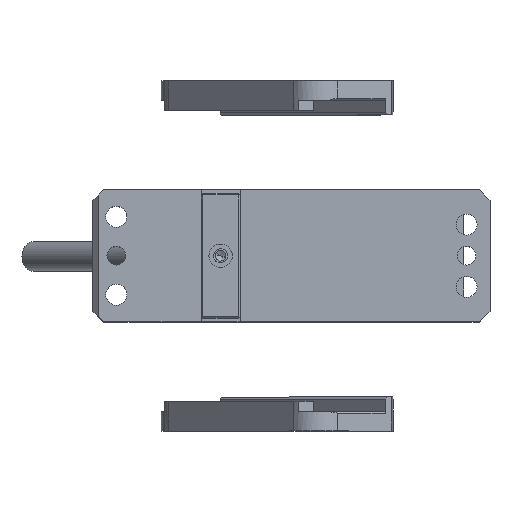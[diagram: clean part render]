
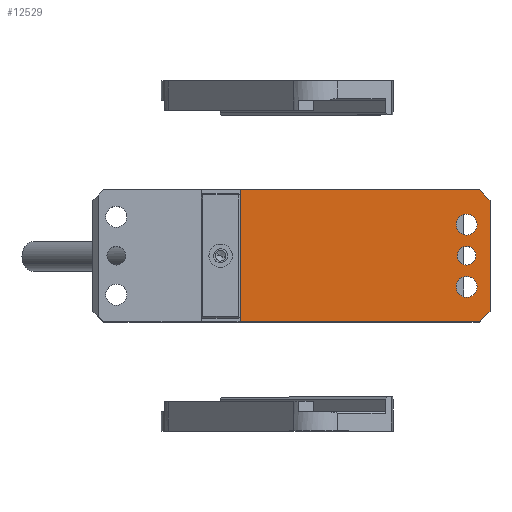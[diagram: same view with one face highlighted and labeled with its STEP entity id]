
A CAD part, top view. The second image highlights one B-rep face of the part: STEP entity #12529.
In plain terms, the highlighted planar face has unit normal (0, 0, 1).
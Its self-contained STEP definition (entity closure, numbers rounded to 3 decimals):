
#10737=CARTESIAN_POINT('Vertex',(-2.,-42.5,120.)) ;
#10740=CARTESIAN_POINT('Line Origine',(-78.75,-42.5,120.)) ;
#10744=CARTESIAN_POINT('Vertex',(-155.5,-42.5,120.)) ;
#10927=CARTESIAN_POINT('Vertex',(-155.5,42.5,120.)) ;
#10930=CARTESIAN_POINT('Line Origine',(-78.75,42.5,120.)) ;
#10934=CARTESIAN_POINT('Vertex',(-2.,42.5,120.)) ;
#12428=CARTESIAN_POINT('Vertex',(5.,-35.5,120.)) ;
#12431=CARTESIAN_POINT('Line Origine',(1.5,-39.,120.)) ;
#12445=CARTESIAN_POINT('Axis2P3D Location',(5.,0.,120.)) ;
#12450=CARTESIAN_POINT('Line Origine',(1.5,39.,120.)) ;
#12454=CARTESIAN_POINT('Vertex',(5.,35.5,120.)) ;
#12457=CARTESIAN_POINT('Line Origine',(-155.5,0.,120.)) ;
#12462=CARTESIAN_POINT('Line Origine',(5.,0.,120.)) ;
#12475=CARTESIAN_POINT('Axis2P3D Location',(-10.,-20.,120.)) ;
#12479=CARTESIAN_POINT('Vertex',(-10.,-13.25,120.)) ;
#12481=CARTESIAN_POINT('Vertex',(-10.,-26.75,120.)) ;
#12484=CARTESIAN_POINT('Axis2P3D Location',(-10.,-20.,120.)) ;
#12493=CARTESIAN_POINT('Axis2P3D Location',(-10.,20.,120.)) ;
#12497=CARTESIAN_POINT('Vertex',(-10.,26.75,120.)) ;
#12499=CARTESIAN_POINT('Vertex',(-10.,13.25,120.)) ;
#12502=CARTESIAN_POINT('Axis2P3D Location',(-10.,20.,120.)) ;
#12511=CARTESIAN_POINT('Axis2P3D Location',(-10.,0.,120.)) ;
#12515=CARTESIAN_POINT('Vertex',(-10.,6.,120.)) ;
#12517=CARTESIAN_POINT('Vertex',(-10.,-6.,120.)) ;
#12520=CARTESIAN_POINT('Axis2P3D Location',(-10.,0.,120.)) ;
#10741=DIRECTION('Vector Direction',(-1.,0.,0.)) ;
#10931=DIRECTION('Vector Direction',(-1.,0.,0.)) ;
#12432=DIRECTION('Vector Direction',(-0.707,-0.707,0.)) ;
#12446=DIRECTION('Axis2P3D Direction',(0.,0.,-1.)) ;
#12447=DIRECTION('Axis2P3D XDirection',(-1.,0.,0.)) ;
#12451=DIRECTION('Vector Direction',(-0.707,0.707,0.)) ;
#12458=DIRECTION('Vector Direction',(0.,-1.,0.)) ;
#12463=DIRECTION('Vector Direction',(0.,1.,0.)) ;
#12476=DIRECTION('Axis2P3D Direction',(0.,0.,-1.)) ;
#12485=DIRECTION('Axis2P3D Direction',(0.,0.,-1.)) ;
#12494=DIRECTION('Axis2P3D Direction',(0.,0.,-1.)) ;
#12503=DIRECTION('Axis2P3D Direction',(0.,0.,-1.)) ;
#12512=DIRECTION('Axis2P3D Direction',(0.,0.,-1.)) ;
#12521=DIRECTION('Axis2P3D Direction',(0.,0.,-1.)) ;
#12448=AXIS2_PLACEMENT_3D('Plane Axis2P3D',#12445,#12446,#12447) ;
#12477=AXIS2_PLACEMENT_3D('Circle Axis2P3D',#12475,#12476,$) ;
#12486=AXIS2_PLACEMENT_3D('Circle Axis2P3D',#12484,#12485,$) ;
#12495=AXIS2_PLACEMENT_3D('Circle Axis2P3D',#12493,#12494,$) ;
#12504=AXIS2_PLACEMENT_3D('Circle Axis2P3D',#12502,#12503,$) ;
#12513=AXIS2_PLACEMENT_3D('Circle Axis2P3D',#12511,#12512,$) ;
#12522=AXIS2_PLACEMENT_3D('Circle Axis2P3D',#12520,#12521,$) ;
#12468=ORIENTED_EDGE('',*,*,#12456,.T.) ;
#12469=ORIENTED_EDGE('',*,*,#10936,.T.) ;
#12470=ORIENTED_EDGE('',*,*,#12461,.T.) ;
#12471=ORIENTED_EDGE('',*,*,#10746,.F.) ;
#12472=ORIENTED_EDGE('',*,*,#12435,.F.) ;
#12473=ORIENTED_EDGE('',*,*,#12466,.T.) ;
#12490=ORIENTED_EDGE('',*,*,#12483,.T.) ;
#12491=ORIENTED_EDGE('',*,*,#12488,.T.) ;
#12508=ORIENTED_EDGE('',*,*,#12501,.T.) ;
#12509=ORIENTED_EDGE('',*,*,#12506,.T.) ;
#12526=ORIENTED_EDGE('',*,*,#12519,.T.) ;
#12527=ORIENTED_EDGE('',*,*,#12524,.T.) ;
#12492=FACE_BOUND('',#12489,.T.) ;
#12510=FACE_BOUND('',#12507,.T.) ;
#12528=FACE_BOUND('',#12525,.T.) ;
#10742=VECTOR('Line Direction',#10741,1.) ;
#10932=VECTOR('Line Direction',#10931,1.) ;
#12433=VECTOR('Line Direction',#12432,1.) ;
#12452=VECTOR('Line Direction',#12451,1.) ;
#12459=VECTOR('Line Direction',#12458,1.) ;
#12464=VECTOR('Line Direction',#12463,1.) ;
#12529=ADVANCED_FACE('SCHIEBERBETT',(#12474,#12492,#12510,#12528),#12449,.F.) ;
#12478=CIRCLE('generated circle',#12477,6.75) ;
#12487=CIRCLE('generated circle',#12486,6.75) ;
#12496=CIRCLE('generated circle',#12495,6.75) ;
#12505=CIRCLE('generated circle',#12504,6.75) ;
#12514=CIRCLE('generated circle',#12513,6.) ;
#12523=CIRCLE('generated circle',#12522,6.) ;
#10746=EDGE_CURVE('',#10738,#10745,#10743,.T.) ;
#10936=EDGE_CURVE('',#10935,#10928,#10933,.T.) ;
#12435=EDGE_CURVE('',#12429,#10738,#12434,.T.) ;
#12456=EDGE_CURVE('',#12455,#10935,#12453,.T.) ;
#12461=EDGE_CURVE('',#10928,#10745,#12460,.T.) ;
#12466=EDGE_CURVE('',#12429,#12455,#12465,.T.) ;
#12483=EDGE_CURVE('',#12480,#12482,#12478,.T.) ;
#12488=EDGE_CURVE('',#12482,#12480,#12487,.T.) ;
#12501=EDGE_CURVE('',#12498,#12500,#12496,.T.) ;
#12506=EDGE_CURVE('',#12500,#12498,#12505,.T.) ;
#12519=EDGE_CURVE('',#12516,#12518,#12514,.T.) ;
#12524=EDGE_CURVE('',#12518,#12516,#12523,.T.) ;
#12467=EDGE_LOOP('',(#12468,#12469,#12470,#12471,#12472,#12473)) ;
#12489=EDGE_LOOP('',(#12490,#12491)) ;
#12507=EDGE_LOOP('',(#12508,#12509)) ;
#12525=EDGE_LOOP('',(#12526,#12527)) ;
#12474=FACE_OUTER_BOUND('',#12467,.T.) ;
#10743=LINE('Line',#10740,#10742) ;
#10933=LINE('Line',#10930,#10932) ;
#12434=LINE('Line',#12431,#12433) ;
#12453=LINE('Line',#12450,#12452) ;
#12460=LINE('Line',#12457,#12459) ;
#12465=LINE('Line',#12462,#12464) ;
#12449=PLANE('',#12448) ;
#10738=VERTEX_POINT('',#10737) ;
#10745=VERTEX_POINT('',#10744) ;
#10928=VERTEX_POINT('',#10927) ;
#10935=VERTEX_POINT('',#10934) ;
#12429=VERTEX_POINT('',#12428) ;
#12455=VERTEX_POINT('',#12454) ;
#12480=VERTEX_POINT('',#12479) ;
#12482=VERTEX_POINT('',#12481) ;
#12498=VERTEX_POINT('',#12497) ;
#12500=VERTEX_POINT('',#12499) ;
#12516=VERTEX_POINT('',#12515) ;
#12518=VERTEX_POINT('',#12517) ;
